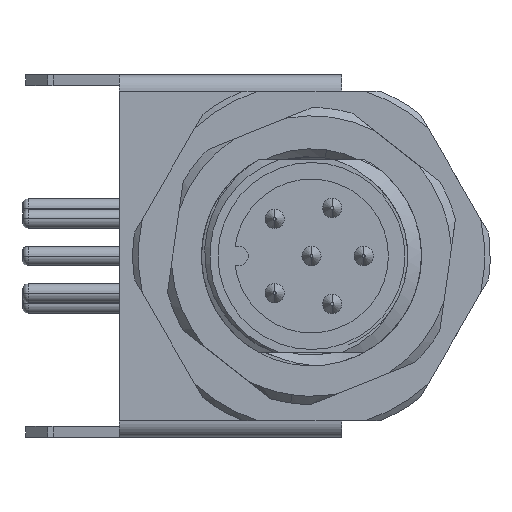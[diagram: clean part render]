
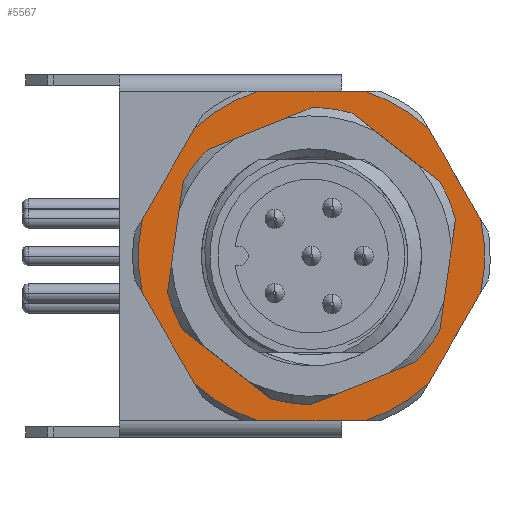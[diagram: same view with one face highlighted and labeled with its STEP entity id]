
A CAD part, left-side view. The second image highlights one B-rep face of the part: STEP entity #5567.
In plain terms, the highlighted planar face has unit normal (-1, 0, 0).
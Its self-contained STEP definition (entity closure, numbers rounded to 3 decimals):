
#635 = CARTESIAN_POINT ( 'NONE',  ( -3.5, -3.464, 6. ) ) ;
#1241 = ORIENTED_EDGE ( 'NONE', *, *, #6225, .T. ) ;
#1317 = VERTEX_POINT ( 'NONE', #4705 ) ;
#1804 = CIRCLE ( 'NONE', #23052, 3.5 ) ;
#2246 = EDGE_LOOP ( 'NONE', ( #18748, #19621 ) ) ;
#2473 = CARTESIAN_POINT ( 'NONE',  ( -3.5, 0., 0. ) ) ;
#2646 = DIRECTION ( 'NONE',  ( 0., 0., -1. ) ) ;
#2724 = ORIENTED_EDGE ( 'NONE', *, *, #18801, .T. ) ;
#2889 = DIRECTION ( 'NONE',  ( 0., 0., -1. ) ) ;
#2940 = CARTESIAN_POINT ( 'NONE',  ( -3.5, 0., 0. ) ) ;
#3100 = CARTESIAN_POINT ( 'NONE',  ( -3.5, 0., 0. ) ) ;
#3126 = VERTEX_POINT ( 'NONE', #25766 ) ;
#3455 = LINE ( 'NONE', #37325, #28315 ) ;
#4071 = CARTESIAN_POINT ( 'NONE',  ( -3.5, -1.921, -6. ) ) ;
#4705 = CARTESIAN_POINT ( 'NONE',  ( -3.5, -1.921, 6. ) ) ;
#4708 = VERTEX_POINT ( 'NONE', #12581 ) ;
#4915 = CARTESIAN_POINT ( 'NONE',  ( -3.5, 6.928, 0. ) ) ;
#4926 = EDGE_CURVE ( 'NONE', #4708, #20984, #35945, .T. ) ;
#5261 = ORIENTED_EDGE ( 'NONE', *, *, #28245, .T. ) ;
#5519 = VERTEX_POINT ( 'NONE', #11984 ) ;
#5567 = ADVANCED_FACE ( 'NONE', ( #21042, #24271 ), #33521, .F. ) ;
#5894 = EDGE_CURVE ( 'NONE', #27813, #12494, #5931, .T. ) ;
#5906 = DIRECTION ( 'NONE',  ( 1., 0., 0. ) ) ;
#5931 = CIRCLE ( 'NONE', #36196, 6.3 ) ;
#6225 = EDGE_CURVE ( 'NONE', #38389, #9668, #34309, .T. ) ;
#6662 = VECTOR ( 'NONE', #27789, 1000. ) ;
#7415 = DIRECTION ( 'NONE',  ( -1., 0., 0. ) ) ;
#7720 = EDGE_CURVE ( 'NONE', #9668, #27813, #24162, .T. ) ;
#8132 = LINE ( 'NONE', #4915, #23370 ) ;
#8395 = DIRECTION ( 'NONE',  ( -1., 0., 0. ) ) ;
#8732 = DIRECTION ( 'NONE',  ( 0., -0.5, -0.866 ) ) ;
#8816 = ORIENTED_EDGE ( 'NONE', *, *, #38245, .T. ) ;
#8829 = CIRCLE ( 'NONE', #21710, 6.3 ) ;
#8944 = CIRCLE ( 'NONE', #25685, 6.3 ) ;
#9031 = CARTESIAN_POINT ( 'NONE',  ( -3.5, 3.464, -6. ) ) ;
#9406 = VERTEX_POINT ( 'NONE', #12455 ) ;
#9664 = ORIENTED_EDGE ( 'NONE', *, *, #12960, .T. ) ;
#9668 = VERTEX_POINT ( 'NONE', #23149 ) ;
#10286 = ORIENTED_EDGE ( 'NONE', *, *, #4926, .T. ) ;
#10758 = CARTESIAN_POINT ( 'NONE',  ( -3.5, -6.157, -1.336 ) ) ;
#10975 = AXIS2_PLACEMENT_3D ( 'NONE', #2940, #8395, #24122 ) ;
#11086 = CARTESIAN_POINT ( 'NONE',  ( -3.5, 4.236, -4.664 ) ) ;
#11582 = ORIENTED_EDGE ( 'NONE', *, *, #7720, .T. ) ;
#11984 = CARTESIAN_POINT ( 'NONE',  ( -3.5, 1.921, 6. ) ) ;
#12455 = CARTESIAN_POINT ( 'NONE',  ( -3.5, -4.236, 4.664 ) ) ;
#12494 = VERTEX_POINT ( 'NONE', #20543 ) ;
#12581 = CARTESIAN_POINT ( 'NONE',  ( -3.5, 6.157, 1.336 ) ) ;
#12960 = EDGE_CURVE ( 'NONE', #5519, #3126, #8829, .T. ) ;
#13750 = VECTOR ( 'NONE', #27990, 1000. ) ;
#15409 = DIRECTION ( 'NONE',  ( 0., 0., -1. ) ) ;
#15557 = LINE ( 'NONE', #635, #37297 ) ;
#15685 = LINE ( 'NONE', #16291, #13750 ) ;
#15938 = EDGE_CURVE ( 'NONE', #23348, #28639, #16699, .T. ) ;
#16291 = CARTESIAN_POINT ( 'NONE',  ( -3.5, -6.928, 0. ) ) ;
#16388 = EDGE_CURVE ( 'NONE', #3126, #4708, #3455, .T. ) ;
#16699 = CIRCLE ( 'NONE', #34737, 3.5 ) ;
#16809 = CARTESIAN_POINT ( 'NONE',  ( -3.5, 0., 0. ) ) ;
#17590 = DIRECTION ( 'NONE',  ( -1., 0., 0. ) ) ;
#18020 = EDGE_CURVE ( 'NONE', #24887, #35066, #23835, .T. ) ;
#18613 = DIRECTION ( 'NONE',  ( 0., 0., -1. ) ) ;
#18698 = CARTESIAN_POINT ( 'NONE',  ( -3.5, 0., 0. ) ) ;
#18748 = ORIENTED_EDGE ( 'NONE', *, *, #33649, .F. ) ;
#18801 = EDGE_CURVE ( 'NONE', #12494, #24887, #29415, .T. ) ;
#19465 = CARTESIAN_POINT ( 'NONE',  ( -3.5, 0., 0. ) ) ;
#19621 = ORIENTED_EDGE ( 'NONE', *, *, #15938, .F. ) ;
#20543 = CARTESIAN_POINT ( 'NONE',  ( -3.5, -4.236, -4.664 ) ) ;
#20984 = VERTEX_POINT ( 'NONE', #33101 ) ;
#21042 = FACE_BOUND ( 'NONE', #2246, .T. ) ;
#21055 = ORIENTED_EDGE ( 'NONE', *, *, #37611, .T. ) ;
#21710 = AXIS2_PLACEMENT_3D ( 'NONE', #28799, #7415, #25963 ) ;
#21815 = DIRECTION ( 'NONE',  ( 0., 1., 0. ) ) ;
#22097 = CARTESIAN_POINT ( 'NONE',  ( -3.5, 0., -3.5 ) ) ;
#23052 = AXIS2_PLACEMENT_3D ( 'NONE', #24246, #24055, #36546 ) ;
#23149 = CARTESIAN_POINT ( 'NONE',  ( -3.5, 1.921, -6. ) ) ;
#23200 = CARTESIAN_POINT ( 'NONE',  ( -3.5, -6.157, 1.336 ) ) ;
#23348 = VERTEX_POINT ( 'NONE', #22097 ) ;
#23370 = VECTOR ( 'NONE', #8732, 1000. ) ;
#23835 = CIRCLE ( 'NONE', #10975, 6.3 ) ;
#24055 = DIRECTION ( 'NONE',  ( -1., 0., 0. ) ) ;
#24083 = DIRECTION ( 'NONE',  ( -1., 0., 0. ) ) ;
#24122 = DIRECTION ( 'NONE',  ( 0., 0., -1. ) ) ;
#24132 = CARTESIAN_POINT ( 'NONE',  ( -3.5, -3.464, -6. ) ) ;
#24162 = LINE ( 'NONE', #9031, #6662 ) ;
#24246 = CARTESIAN_POINT ( 'NONE',  ( -3.5, 0., 0. ) ) ;
#24271 = FACE_OUTER_BOUND ( 'NONE', #33537, .T. ) ;
#24887 = VERTEX_POINT ( 'NONE', #10758 ) ;
#24911 = DIRECTION ( 'NONE',  ( 0., 0., 1. ) ) ;
#25685 = AXIS2_PLACEMENT_3D ( 'NONE', #18698, #30983, #36809 ) ;
#25766 = CARTESIAN_POINT ( 'NONE',  ( -3.5, 4.236, 4.664 ) ) ;
#25941 = AXIS2_PLACEMENT_3D ( 'NONE', #3100, #24083, #15409 ) ;
#25963 = DIRECTION ( 'NONE',  ( 0., 0., -1. ) ) ;
#26962 = DIRECTION ( 'NONE',  ( 0., -0.5, 0.866 ) ) ;
#27441 = EDGE_CURVE ( 'NONE', #20984, #38389, #8132, .T. ) ;
#27501 = CARTESIAN_POINT ( 'NONE',  ( -3.5, 6.5, 0. ) ) ;
#27789 = DIRECTION ( 'NONE',  ( 0., -1., 0. ) ) ;
#27813 = VERTEX_POINT ( 'NONE', #4071 ) ;
#27990 = DIRECTION ( 'NONE',  ( 0., 0.5, 0.866 ) ) ;
#28160 = DIRECTION ( 'NONE',  ( -1., 0., 0. ) ) ;
#28245 = EDGE_CURVE ( 'NONE', #35066, #9406, #15685, .T. ) ;
#28315 = VECTOR ( 'NONE', #31295, 1000. ) ;
#28639 = VERTEX_POINT ( 'NONE', #30966 ) ;
#28799 = CARTESIAN_POINT ( 'NONE',  ( -3.5, 0., 0. ) ) ;
#29415 = LINE ( 'NONE', #24132, #34196 ) ;
#29796 = AXIS2_PLACEMENT_3D ( 'NONE', #27501, #5906, #2889 ) ;
#30070 = ORIENTED_EDGE ( 'NONE', *, *, #16388, .T. ) ;
#30942 = ORIENTED_EDGE ( 'NONE', *, *, #5894, .T. ) ;
#30966 = CARTESIAN_POINT ( 'NONE',  ( -3.5, 0., 3.5 ) ) ;
#30983 = DIRECTION ( 'NONE',  ( -1., 0., 0. ) ) ;
#31295 = DIRECTION ( 'NONE',  ( 0., 0.5, -0.866 ) ) ;
#33101 = CARTESIAN_POINT ( 'NONE',  ( -3.5, 6.157, -1.336 ) ) ;
#33521 = PLANE ( 'NONE',  #29796 ) ;
#33537 = EDGE_LOOP ( 'NONE', ( #5261, #21055, #8816, #9664, #30070, #10286, #38763, #1241, #11582, #30942, #2724, #35356 ) ) ;
#33649 = EDGE_CURVE ( 'NONE', #28639, #23348, #1804, .T. ) ;
#34021 = AXIS2_PLACEMENT_3D ( 'NONE', #16809, #17590, #2646 ) ;
#34196 = VECTOR ( 'NONE', #26962, 1000. ) ;
#34309 = CIRCLE ( 'NONE', #25941, 6.3 ) ;
#34737 = AXIS2_PLACEMENT_3D ( 'NONE', #19465, #28160, #24911 ) ;
#35066 = VERTEX_POINT ( 'NONE', #23200 ) ;
#35356 = ORIENTED_EDGE ( 'NONE', *, *, #18020, .T. ) ;
#35945 = CIRCLE ( 'NONE', #34021, 6.3 ) ;
#36196 = AXIS2_PLACEMENT_3D ( 'NONE', #2473, #36535, #18613 ) ;
#36535 = DIRECTION ( 'NONE',  ( -1., 0., 0. ) ) ;
#36546 = DIRECTION ( 'NONE',  ( 0., 0., 1. ) ) ;
#36809 = DIRECTION ( 'NONE',  ( 0., 0., -1. ) ) ;
#37297 = VECTOR ( 'NONE', #21815, 1000. ) ;
#37325 = CARTESIAN_POINT ( 'NONE',  ( -3.5, 3.464, 6. ) ) ;
#37611 = EDGE_CURVE ( 'NONE', #9406, #1317, #8944, .T. ) ;
#38245 = EDGE_CURVE ( 'NONE', #1317, #5519, #15557, .T. ) ;
#38389 = VERTEX_POINT ( 'NONE', #11086 ) ;
#38763 = ORIENTED_EDGE ( 'NONE', *, *, #27441, .T. ) ;
